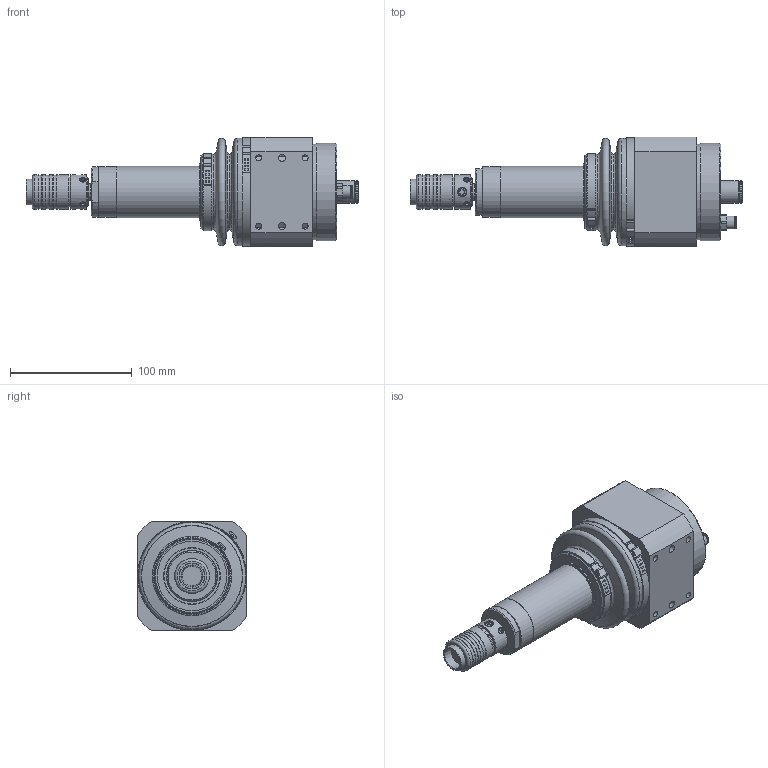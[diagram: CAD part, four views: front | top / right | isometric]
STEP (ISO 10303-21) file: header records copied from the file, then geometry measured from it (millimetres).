
FILE_DESCRIPTION(/* description */ ('ESR 50 WS'),/* implementation_level */ '2;1');
FILE_NAME(/* name */ 'ESR 50 WS_60051675.stp',/* time_stamp */ '2024-08-26T11:13:17+02:00',/* author */ ('DSteinicke'),/* organization */ (''),/* preprocessor_version */ 'ST-DEVELOPER v20',/* originating_system */ 'Autodesk Inventor 2024',/* authorisation */ '');
FILE_SCHEMA (('AP203_CONFIGURATION_CONTROLLED_3D_DESIGN_OF_MECHANICAL_PARTS_AND_ASSEMBLIES_MIM_LF { 1 0 10303 203 3 1 4 }','AUTOMOTIVE_DESIGN { 1 0 10303 214 3 1 1 }'));
Length unit declared in the file: millimetre
Products named in the file (1): 60051675
Bounding box: 272.4 x 90 x 90 mm (x, y, z)
Volume: 818427.8 mm3; surface area: 91769 mm2
Topology: 1 solids, 10 shells, 393 faces, 944 edges, 617 vertices
Faces by surface type: plane 163, cylinder 140, cone 59, torus 21, bspline 10
Full cylindrical faces by diameter (mm): 2.5 x1, 4.917 x4, 5.999 x2, 6 x3, 6.647 x2, 7.2 x1, 8.565 x1, 8.566 x2, 9.9 x1, 10.6 x1, 12 x1, 13.2 x1, 13.8 x1, 14 x1, 14.95 x1, 16 x1, 18.5 x2, 21 x1, 21.1 x1, 23 x1, 24 x1, 24.7 x2, 25 x1, 26 x1, 27.3 x1, 27.4 x1, 28.4 x4, 28.6 x1, 36 x1, 41.5 x1
Entity records: 13602 total; most frequent: CARTESIAN_POINT 3768, DIRECTION 2022, ORIENTED_EDGE 1888, EDGE_CURVE 944, AXIS2_PLACEMENT_3D 814, VERTEX_POINT 617, EDGE_LOOP 465, CIRCLE 406
